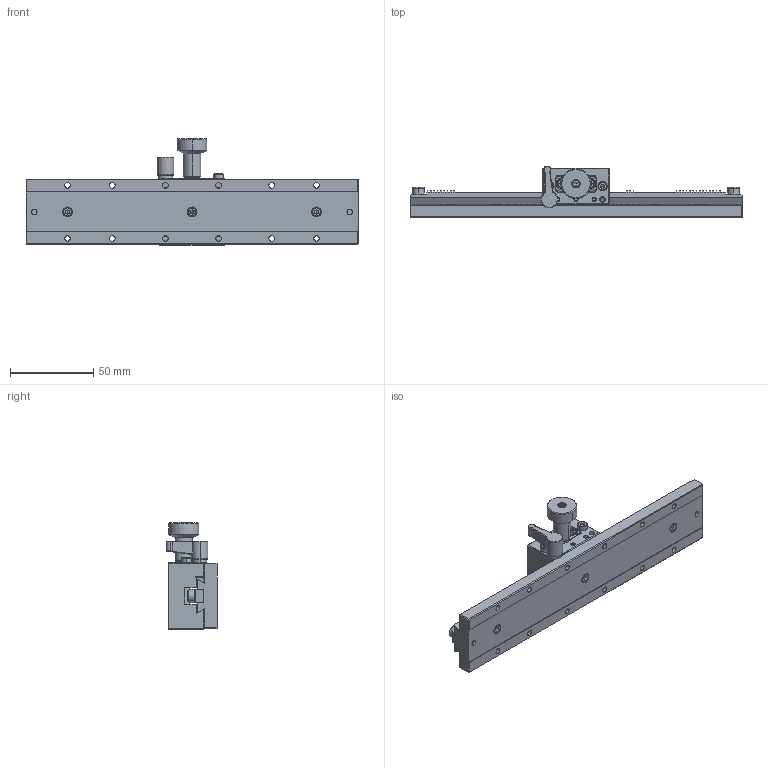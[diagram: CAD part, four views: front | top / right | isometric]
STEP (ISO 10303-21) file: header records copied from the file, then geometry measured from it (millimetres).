
FILE_DESCRIPTION (( 'STEP AP203' ), '1' );
FILE_NAME ('AD160C-40(AP203).STEP', '2020-10-29T07:54:48', ( 'China' ), ( 'Microsoft' ), 'SwSTEP 2.0', 'SolidWorks 2017', '' );
FILE_SCHEMA (( 'CONFIG_CONTROL_DESIGN' ));
Length unit declared in the file: millimetre
Products named in the file (1): AD160C-40(AP203)
Bounding box: 200 x 31.15 x 64 mm (x, y, z)
Surface area: 41473.8 mm2 (no closed solid volume)
Topology: 0 solids, 28 shells, 530 faces, 1601 edges, 1045 vertices
Faces by surface type: plane 322, cylinder 140, cone 34, torus 30, bspline 4
Entity records: 18030 total; most frequent: CARTESIAN_POINT 3519, DIRECTION 3076, ORIENTED_EDGE 2734, EDGE_CURVE 1581, VECTOR 1080, LINE 1080, VERTEX_POINT 1045, AXIS2_PLACEMENT_3D 998
